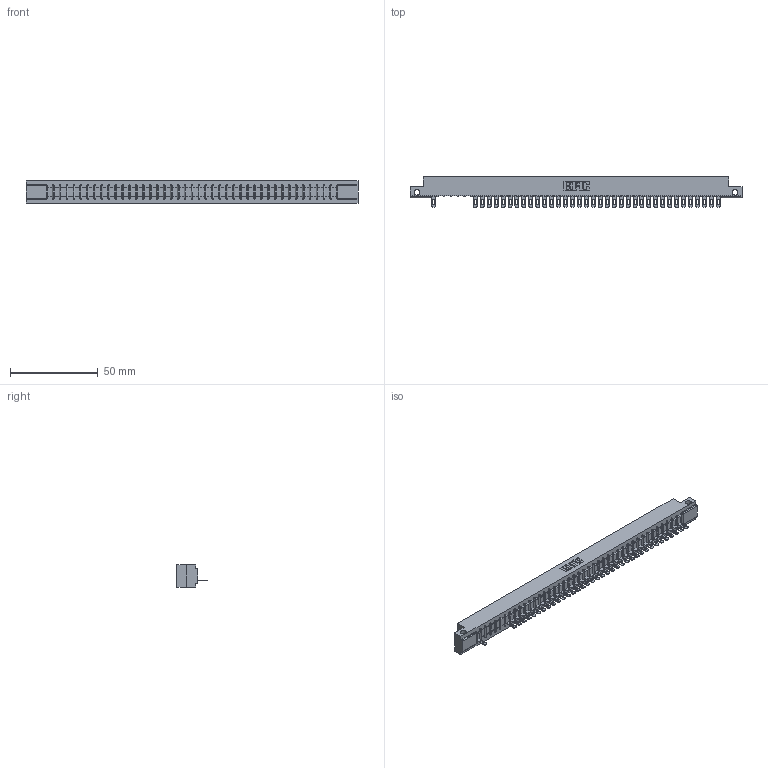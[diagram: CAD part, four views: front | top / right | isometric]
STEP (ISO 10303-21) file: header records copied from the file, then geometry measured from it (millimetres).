
FILE_DESCRIPTION (( 'STEP AP203' ), '1' );
FILE_NAME ('357-042-501-112.STEP', '2018-08-11T08:11:40', ( '' ), ( '' ), 'SwSTEP 2.0', 'SolidWorks 2016', '' );
FILE_SCHEMA (( 'CONFIG_CONTROL_DESIGN' ));
Length unit declared in the file: inch
Products named in the file (3): 307 Part_.128 Dia Side Mounting Holes; 307-290-002_501; 357-042-501-112
Assembly tree (38 placements, depth 2):
  357-042-501-112
    307 Part_.128 Dia Side Mounting Holes
    307-290-002_501  x37
Bounding box: 189.43 x 17.42 x 12.7 mm (x, y, z)
Volume: 20017.2 mm3; surface area: 24480.9 mm2
Topology: 38 solids, 38 shells, 3073 faces, 9449 edges, 6182 vertices
Faces by surface type: plane 1758, cylinder 1229, sphere 86
Entity records: 36642 total; most frequent: CARTESIAN_POINT 6203, ORIENTED_EDGE 6198, DIRECTION 6025, EDGE_CURVE 3099, LINE 2369, VECTOR 2369, VERTEX_POINT 2006, AXIS2_PLACEMENT_3D 1828
